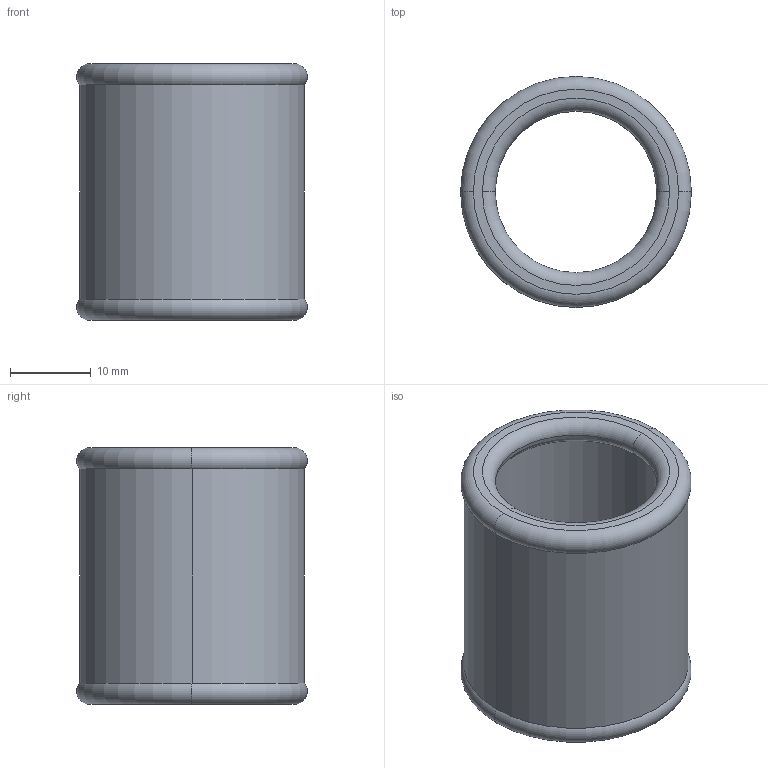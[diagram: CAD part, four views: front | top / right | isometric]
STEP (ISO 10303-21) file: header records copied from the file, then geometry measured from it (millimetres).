
FILE_DESCRIPTION (( 'STEP AP214' ), '1' );
FILE_NAME ('motor_shim_v2.STEP', '2024-04-21T20:56:38', ( '' ), ( '' ), 'SwSTEP 2.0', 'SolidWorks 2023', '' );
FILE_SCHEMA (( 'AUTOMOTIVE_DESIGN' ));
Length unit declared in the file: inch
Products named in the file (1): motor_shim_v2
Bounding box: 28.57 x 28.57 x 31.75 mm (x, y, z)
Volume: 8202.1 mm3; surface area: 5375.9 mm2
Topology: 1 solids, 1 shells, 18 faces, 36 edges, 20 vertices
Faces by surface type: torus 12, cylinder 4, plane 2
Entity records: 507 total; most frequent: DIRECTION 106, CARTESIAN_POINT 75, ORIENTED_EDGE 72, AXIS2_PLACEMENT_3D 51, EDGE_CURVE 36, CIRCLE 32, EDGE_LOOP 20, VERTEX_POINT 20
